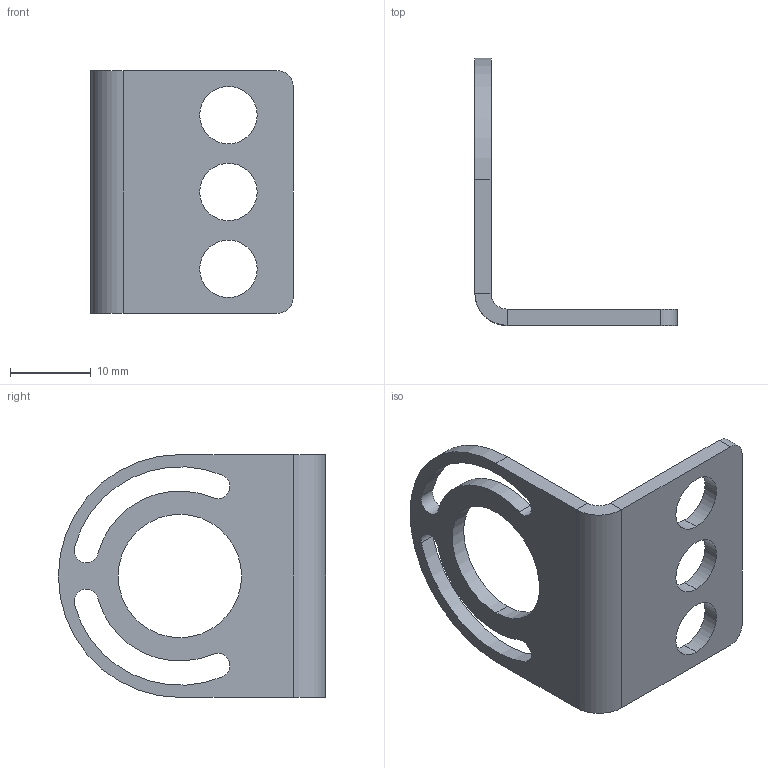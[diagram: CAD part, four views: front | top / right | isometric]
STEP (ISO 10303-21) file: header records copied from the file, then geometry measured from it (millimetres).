
FILE_DESCRIPTION((''),'2;1');
FILE_NAME('197499_ASM','2016-10-21T',('pdmadmin'),('BANNER ENGINEERING'),'CREO PARAMETRIC BY PTC INC, 2016260','CREO PARAMETRIC BY PTC INC, 2016260','');
FILE_SCHEMA(('CONFIG_CONTROL_DESIGN'));
Length unit declared in the file: millimetre
Products named in the file (3): 187802_AF0; 180574_ASM; 197499_ASM
Assembly tree (2 placements, depth 3):
  197499_ASM
    180574_ASM
      187802_AF0
Bounding box: 25 x 33 x 30 mm (x, y, z)
Volume: 2210.1 mm3; surface area: 2950.8 mm2
Topology: 1 solids, 1 shells, 32 faces, 82 edges, 52 vertices
Faces by surface type: cylinder 21, plane 11
Entity records: 1102 total; most frequent: DIRECTION 200, CARTESIAN_POINT 172, ORIENTED_EDGE 164, EDGE_CURVE 82, AXIS2_PLACEMENT_3D 80, VERTEX_POINT 52, EDGE_LOOP 44, CIRCLE 42
